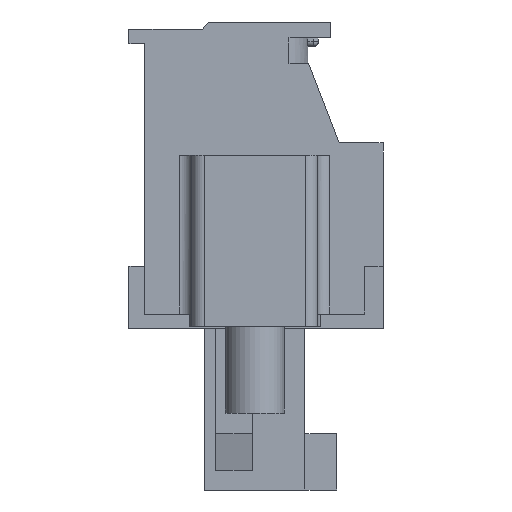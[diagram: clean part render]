
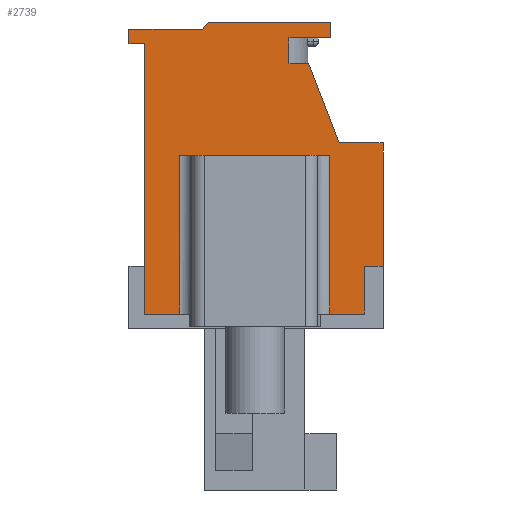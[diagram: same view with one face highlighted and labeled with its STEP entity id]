
A CAD part, left-side view. The second image highlights one B-rep face of the part: STEP entity #2739.
In plain terms, the highlighted planar face has unit normal (-1, 0, 0).
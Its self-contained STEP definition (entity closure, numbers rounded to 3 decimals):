
#2739 = ADVANCED_FACE( '', ( #5666 ), #5667, .T. );
#5666 = FACE_OUTER_BOUND( '', #8842, .T. );
#5667 = PLANE( '', #8843 );
#8842 = EDGE_LOOP( '', ( #16393, #16394, #16395, #16396, #16397, #16398, #16399, #16400, #16401, #16402, #16403, #16404, #16405, #16406, #16407, #16408, #16409, #16410, #16411, #16412 ) );
#8843 = AXIS2_PLACEMENT_3D( '', #16413, #16414, #16415 );
#16393 = ORIENTED_EDGE( '', *, *, #22516, .F. );
#16394 = ORIENTED_EDGE( '', *, *, #22133, .T. );
#16395 = ORIENTED_EDGE( '', *, *, #21055, .T. );
#16396 = ORIENTED_EDGE( '', *, *, #19575, .T. );
#16397 = ORIENTED_EDGE( '', *, *, #20992, .T. );
#16398 = ORIENTED_EDGE( '', *, *, #22517, .T. );
#16399 = ORIENTED_EDGE( '', *, *, #21431, .T. );
#16400 = ORIENTED_EDGE( '', *, *, #22144, .T. );
#16401 = ORIENTED_EDGE( '', *, *, #22003, .F. );
#16402 = ORIENTED_EDGE( '', *, *, #22518, .T. );
#16403 = ORIENTED_EDGE( '', *, *, #22106, .T. );
#16404 = ORIENTED_EDGE( '', *, *, #22519, .T. );
#16405 = ORIENTED_EDGE( '', *, *, #21304, .T. );
#16406 = ORIENTED_EDGE( '', *, *, #20454, .T. );
#16407 = ORIENTED_EDGE( '', *, *, #21996, .T. );
#16408 = ORIENTED_EDGE( '', *, *, #22520, .T. );
#16409 = ORIENTED_EDGE( '', *, *, #19384, .T. );
#16410 = ORIENTED_EDGE( '', *, *, #19530, .T. );
#16411 = ORIENTED_EDGE( '', *, *, #21059, .T. );
#16412 = ORIENTED_EDGE( '', *, *, #22376, .T. );
#16413 = CARTESIAN_POINT( '', ( -15.24, 0., 0. ) );
#16414 = DIRECTION( '', ( -1., 0., 0. ) );
#16415 = DIRECTION( '', ( 0., 0., 1. ) );
#19384 = EDGE_CURVE( '', #23164, #23165, #23166, .T. );
#19530 = EDGE_CURVE( '', #23165, #23434, #23436, .T. );
#19575 = EDGE_CURVE( '', #23519, #23517, #23520, .T. );
#20454 = EDGE_CURVE( '', #25049, #25050, #25051, .T. );
#20992 = EDGE_CURVE( '', #23517, #25895, #25897, .T. );
#21055 = EDGE_CURVE( '', #25993, #23519, #25994, .T. );
#21059 = EDGE_CURVE( '', #23434, #25999, #26001, .T. );
#21304 = EDGE_CURVE( '', #26371, #25049, #26372, .T. );
#21431 = EDGE_CURVE( '', #26557, #26558, #26559, .T. );
#21996 = EDGE_CURVE( '', #25050, #27337, #27338, .T. );
#22003 = EDGE_CURVE( '', #27347, #27348, #27349, .T. );
#22106 = EDGE_CURVE( '', #27486, #27484, #27487, .T. );
#22133 = EDGE_CURVE( '', #27519, #25993, #27520, .F. );
#22144 = EDGE_CURVE( '', #26558, #27348, #27533, .T. );
#22376 = EDGE_CURVE( '', #25999, #27828, #27830, .T. );
#22516 = EDGE_CURVE( '', #27519, #27828, #28000, .T. );
#22517 = EDGE_CURVE( '', #25895, #26557, #28001, .T. );
#22518 = EDGE_CURVE( '', #27347, #27486, #28002, .T. );
#22519 = EDGE_CURVE( '', #27484, #26371, #28003, .T. );
#22520 = EDGE_CURVE( '', #27337, #23164, #28004, .T. );
#23164 = VERTEX_POINT( '', #28754 );
#23165 = VERTEX_POINT( '', #28755 );
#23166 = LINE( '', #28756, #28757 );
#23434 = VERTEX_POINT( '', #29128 );
#23436 = LINE( '', #29131, #29132 );
#23517 = VERTEX_POINT( '', #29251 );
#23519 = VERTEX_POINT( '', #29254 );
#23520 = LINE( '', #29255, #29256 );
#25049 = VERTEX_POINT( '', #31499 );
#25050 = VERTEX_POINT( '', #31500 );
#25051 = LINE( '', #31501, #31502 );
#25895 = VERTEX_POINT( '', #32741 );
#25897 = LINE( '', #32744, #32745 );
#25993 = VERTEX_POINT( '', #32889 );
#25994 = LINE( '', #32890, #32891 );
#25999 = VERTEX_POINT( '', #32897 );
#26001 = LINE( '', #32899, #32900 );
#26371 = VERTEX_POINT( '', #33435 );
#26372 = LINE( '', #33436, #33437 );
#26557 = VERTEX_POINT( '', #33703 );
#26558 = VERTEX_POINT( '', #33704 );
#26559 = LINE( '', #33705, #33706 );
#27337 = VERTEX_POINT( '', #34906 );
#27338 = LINE( '', #34907, #34908 );
#27347 = VERTEX_POINT( '', #34921 );
#27348 = VERTEX_POINT( '', #34922 );
#27349 = LINE( '', #34923, #34924 );
#27484 = VERTEX_POINT( '', #35133 );
#27486 = VERTEX_POINT( '', #35136 );
#27487 = LINE( '', #35137, #35138 );
#27519 = VERTEX_POINT( '', #35184 );
#27520 = LINE( '', #35185, #35186 );
#27533 = LINE( '', #35208, #35209 );
#27828 = VERTEX_POINT( '', #35631 );
#27830 = LINE( '', #35633, #35634 );
#28000 = LINE( '', #35903, #35904 );
#28001 = LINE( '', #35905, #35906 );
#28002 = LINE( '', #35907, #35908 );
#28003 = LINE( '', #35909, #35910 );
#28004 = LINE( '', #35911, #35912 );
#28754 = CARTESIAN_POINT( '', ( -15.24, 5.15, 5.525 ) );
#28755 = CARTESIAN_POINT( '', ( -15.24, 4.5, 5.525 ) );
#28756 = CARTESIAN_POINT( '', ( -15.24, 5.15, 5.525 ) );
#28757 = VECTOR( '', #36840, 1000. );
#29128 = CARTESIAN_POINT( '', ( -15.24, 4.5, -5.525 ) );
#29131 = CARTESIAN_POINT( '', ( -15.24, 4.5, 5.525 ) );
#29132 = VECTOR( '', #37008, 1000. );
#29251 = CARTESIAN_POINT( '', ( -15.24, -4.5, -3.575 ) );
#29254 = CARTESIAN_POINT( '', ( -15.24, -4.5, -5.525 ) );
#29255 = CARTESIAN_POINT( '', ( -15.24, -4.5, -5.525 ) );
#29256 = VECTOR( '', #37048, 1000. );
#31499 = CARTESIAN_POINT( '', ( -15.24, 1.9, 6.425 ) );
#31500 = CARTESIAN_POINT( '', ( -15.24, 2.153, 6.125 ) );
#31501 = CARTESIAN_POINT( '', ( -15.24, 1.9, 6.425 ) );
#31502 = VECTOR( '', #37929, 1000. );
#32741 = CARTESIAN_POINT( '', ( -15.24, -5.25, -3.575 ) );
#32744 = CARTESIAN_POINT( '', ( -15.24, -4.5, -3.575 ) );
#32745 = VECTOR( '', #38433, 1000. );
#32889 = CARTESIAN_POINT( '', ( -15.24, -3.075, -5.525 ) );
#32890 = CARTESIAN_POINT( '', ( -15.24, 4.5, -5.525 ) );
#32891 = VECTOR( '', #38497, 1000. );
#32897 = CARTESIAN_POINT( '', ( -15.24, 3.075, -5.525 ) );
#32899 = CARTESIAN_POINT( '', ( -15.24, 4.5, -5.525 ) );
#32900 = VECTOR( '', #38505, 1000. );
#33435 = CARTESIAN_POINT( '', ( -15.24, -3.1, 6.425 ) );
#33436 = CARTESIAN_POINT( '', ( -15.24, -3.1, 6.425 ) );
#33437 = VECTOR( '', #38754, 1000. );
#33703 = CARTESIAN_POINT( '', ( -15.24, -5.25, 1.475 ) );
#33704 = CARTESIAN_POINT( '', ( -15.24, -3.45, 1.475 ) );
#33705 = CARTESIAN_POINT( '', ( -15.24, -5.25, 1.475 ) );
#33706 = VECTOR( '', #38881, 1000. );
#34906 = CARTESIAN_POINT( '', ( -15.24, 5.15, 6.125 ) );
#34907 = CARTESIAN_POINT( '', ( -15.24, 2.153, 6.125 ) );
#34908 = VECTOR( '', #39367, 1000. );
#34921 = CARTESIAN_POINT( '', ( -15.24, -1.4, 4.725 ) );
#34922 = CARTESIAN_POINT( '', ( -15.24, -2.2, 4.725 ) );
#34923 = CARTESIAN_POINT( '', ( -15.24, -1.4, 4.725 ) );
#34924 = VECTOR( '', #39372, 1000. );
#35133 = CARTESIAN_POINT( '', ( -15.24, -3.1, 5.775 ) );
#35136 = CARTESIAN_POINT( '', ( -15.24, -1.4, 5.775 ) );
#35137 = CARTESIAN_POINT( '', ( -15.24, -2.2, 5.775 ) );
#35138 = VECTOR( '', #39462, 1000. );
#35184 = CARTESIAN_POINT( '', ( -15.24, -3.075, 0.975 ) );
#35185 = CARTESIAN_POINT( '', ( -15.24, -3.075, -5.525 ) );
#35186 = VECTOR( '', #39501, 1000. );
#35208 = CARTESIAN_POINT( '', ( -15.24, -3.45, 1.475 ) );
#35209 = VECTOR( '', #39512, 1000. );
#35631 = CARTESIAN_POINT( '', ( -15.24, 3.075, 0.975 ) );
#35633 = CARTESIAN_POINT( '', ( -15.24, 3.075, 0. ) );
#35634 = VECTOR( '', #39718, 1000. );
#35903 = CARTESIAN_POINT( '', ( -15.24, -2.575, 0.975 ) );
#35904 = VECTOR( '', #39824, 1000. );
#35905 = CARTESIAN_POINT( '', ( -15.24, -5.25, -3.575 ) );
#35906 = VECTOR( '', #39825, 1000. );
#35907 = CARTESIAN_POINT( '', ( -15.24, -1.4, 4.725 ) );
#35908 = VECTOR( '', #39826, 1000. );
#35909 = CARTESIAN_POINT( '', ( -15.24, -3.1, 5.775 ) );
#35910 = VECTOR( '', #39827, 1000. );
#35911 = CARTESIAN_POINT( '', ( -15.24, 5.15, 6.125 ) );
#35912 = VECTOR( '', #39828, 1000. );
#36840 = DIRECTION( '', ( 0., -1., 0. ) );
#37008 = DIRECTION( '', ( 0., 0., -1. ) );
#37048 = DIRECTION( '', ( 0., 0., 1. ) );
#37929 = DIRECTION( '', ( 0., 0.644, -0.765 ) );
#38433 = DIRECTION( '', ( 0., -1., 0. ) );
#38497 = DIRECTION( '', ( 0., -1., 0. ) );
#38505 = DIRECTION( '', ( 0., -1., 0. ) );
#38754 = DIRECTION( '', ( 0., 1., 0. ) );
#38881 = DIRECTION( '', ( 0., 1., 0. ) );
#39367 = DIRECTION( '', ( 0., 1., 0. ) );
#39372 = DIRECTION( '', ( 0., -1., 0. ) );
#39462 = DIRECTION( '', ( 0., -1., 0. ) );
#39501 = DIRECTION( '', ( 0., 0., 1. ) );
#39512 = DIRECTION( '', ( 0., 0.359, 0.933 ) );
#39718 = DIRECTION( '', ( 0., 0., 1. ) );
#39824 = DIRECTION( '', ( 0., 1., 0. ) );
#39825 = DIRECTION( '', ( 0., 0., 1. ) );
#39826 = DIRECTION( '', ( 0., 0., 1. ) );
#39827 = DIRECTION( '', ( 0., 0., 1. ) );
#39828 = DIRECTION( '', ( 0., 0., -1. ) );
